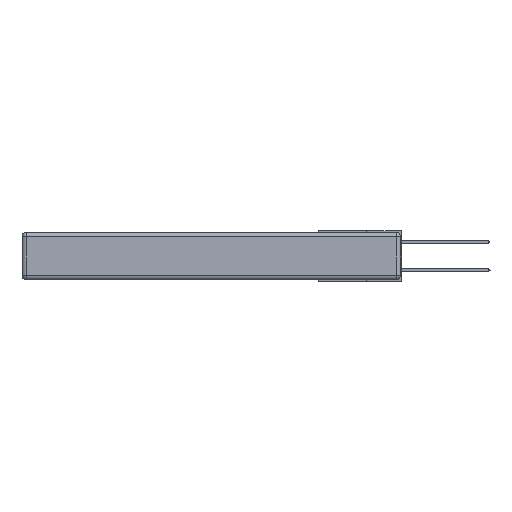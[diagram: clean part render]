
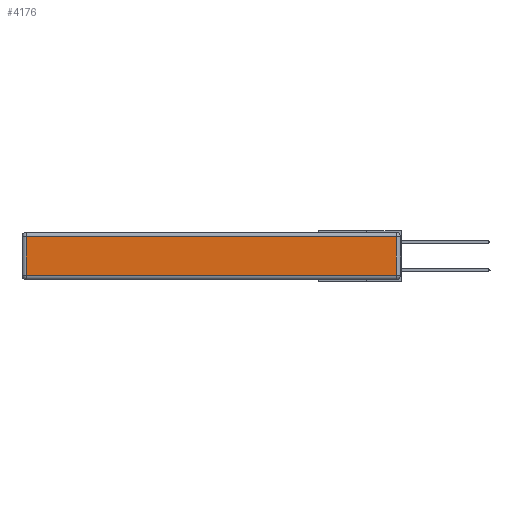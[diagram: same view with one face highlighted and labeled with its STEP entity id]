
A CAD part, left-side view. The second image highlights one B-rep face of the part: STEP entity #4176.
In plain terms, the highlighted planar face has unit normal (-1, 0, 0).
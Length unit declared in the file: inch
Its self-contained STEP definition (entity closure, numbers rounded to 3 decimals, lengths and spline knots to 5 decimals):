
#474 = EDGE_CURVE ( 'NONE', #4025, #13446, #15335, .T. ) ;
#1112 = VERTEX_POINT ( 'NONE', #9275 ) ;
#1407 = CARTESIAN_POINT ( 'NONE',  ( 0., 2.75, -0.03 ) ) ;
#2474 = DIRECTION ( 'NONE',  ( 0., 0., -1. ) ) ;
#2854 = LINE ( 'NONE', #3401, #29538 ) ;
#3401 = CARTESIAN_POINT ( 'NONE',  ( 0., 0.03, -0.343 ) ) ;
#4025 = VERTEX_POINT ( 'NONE', #21501 ) ;
#4176 = ADVANCED_FACE ( 'NONE', ( #6277 ), #19431, .T. ) ;
#5348 = EDGE_CURVE ( 'NONE', #13446, #14196, #27166, .T. ) ;
#6277 = FACE_OUTER_BOUND ( 'NONE', #27572, .T. ) ;
#9275 = CARTESIAN_POINT ( 'NONE',  ( 0., 0.03, -0.03 ) ) ;
#12972 = EDGE_CURVE ( 'NONE', #14196, #1112, #2854, .T. ) ;
#13446 = VERTEX_POINT ( 'NONE', #33250 ) ;
#14034 = DIRECTION ( 'NONE',  ( 0., 0., 1. ) ) ;
#14196 = VERTEX_POINT ( 'NONE', #20888 ) ;
#15335 = LINE ( 'NONE', #25395, #27909 ) ;
#16247 = DIRECTION ( 'NONE',  ( 0., 0., 1. ) ) ;
#18436 = LINE ( 'NONE', #1407, #19246 ) ;
#19246 = VECTOR ( 'NONE', #19542, 39.37008 ) ;
#19431 = PLANE ( 'NONE',  #29542 ) ;
#19542 = DIRECTION ( 'NONE',  ( 0., 1., 0. ) ) ;
#19882 = VECTOR ( 'NONE', #22948, 39.37008 ) ;
#20888 = CARTESIAN_POINT ( 'NONE',  ( 0., 0.03, -0.313 ) ) ;
#21493 = EDGE_CURVE ( 'NONE', #1112, #4025, #18436, .T. ) ;
#21501 = CARTESIAN_POINT ( 'NONE',  ( 0., 2.72, -0.03 ) ) ;
#21826 = ORIENTED_EDGE ( 'NONE', *, *, #474, .T. ) ;
#22313 = ORIENTED_EDGE ( 'NONE', *, *, #5348, .T. ) ;
#22394 = ORIENTED_EDGE ( 'NONE', *, *, #21493, .T. ) ;
#22825 = CARTESIAN_POINT ( 'NONE',  ( 0., 0., -0.313 ) ) ;
#22948 = DIRECTION ( 'NONE',  ( 0., -1., 0. ) ) ;
#23830 = ORIENTED_EDGE ( 'NONE', *, *, #12972, .T. ) ;
#24563 = DIRECTION ( 'NONE',  ( -1., 0., 0. ) ) ;
#25395 = CARTESIAN_POINT ( 'NONE',  ( 0., 2.72, -0.343 ) ) ;
#27166 = LINE ( 'NONE', #22825, #19882 ) ;
#27572 = EDGE_LOOP ( 'NONE', ( #22313, #23830, #22394, #21826 ) ) ;
#27909 = VECTOR ( 'NONE', #2474, 39.37008 ) ;
#29320 = CARTESIAN_POINT ( 'NONE',  ( 0., 0., -0.343 ) ) ;
#29538 = VECTOR ( 'NONE', #16247, 39.37008 ) ;
#29542 = AXIS2_PLACEMENT_3D ( 'NONE', #29320, #24563, #14034 ) ;
#33250 = CARTESIAN_POINT ( 'NONE',  ( 0., 2.72, -0.313 ) ) ;
